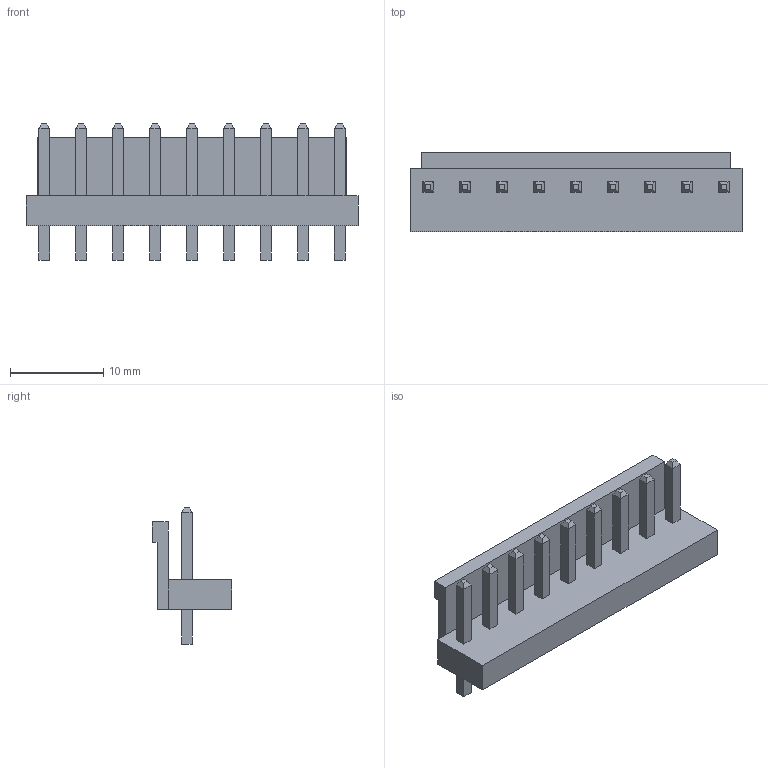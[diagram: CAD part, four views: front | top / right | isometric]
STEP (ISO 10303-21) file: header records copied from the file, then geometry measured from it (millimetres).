
FILE_DESCRIPTION((' '),'2;1');
FILE_NAME( 'B9P-VH.stp', '2022-09-02T12:09:13', (' '), ('--- Datakit www.datakit.com---'), ' Datakit CrossCadWare V2022.3 Jun 15 2022', 'DATAKIT 2022 (c)', ' ');
FILE_SCHEMA(('AP242_MANAGED_MODEL_BASED_3D_ENGINEERING_MIM_LF { 1 0 10303 442 1 1 4 }'));
Length unit declared in the file: millimetre
Products named in the file (1): B9P-VH
Bounding box: 35.58 x 8.5 x 14.6 mm (x, y, z)
Volume: 1314.6 mm3; surface area: 1758.7 mm2
Topology: 1 solids, 1 shells, 140 faces, 322 edges, 202 vertices
Faces by surface type: plane 140
Entity records: 3997 total; most frequent: CARTESIAN_POINT 665, ORIENTED_EDGE 644, DIRECTION 604, VECTOR 322, LINE 322, EDGE_CURVE 322, VERTEX_POINT 202, EDGE_LOOP 158
